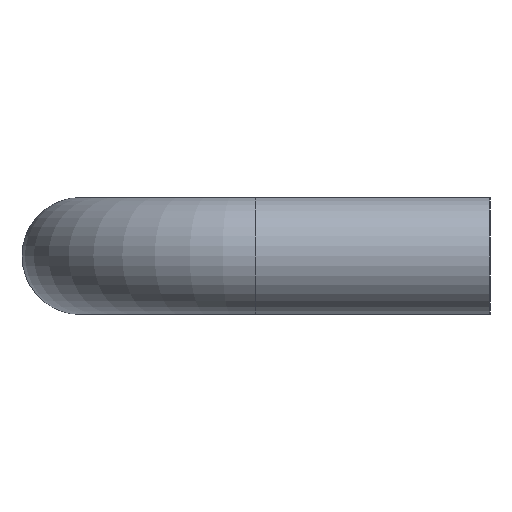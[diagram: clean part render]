
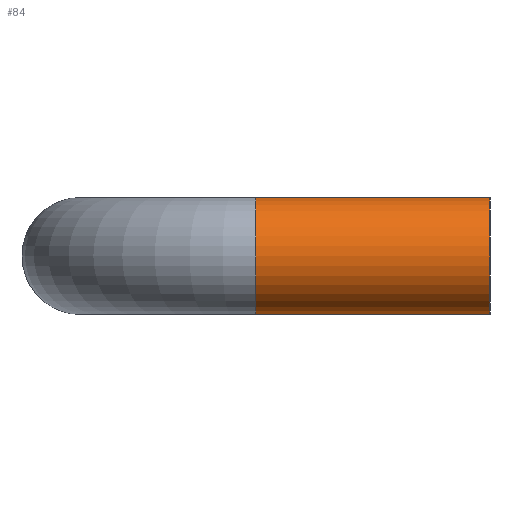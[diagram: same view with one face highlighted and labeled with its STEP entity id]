
A CAD part, left-side view. The second image highlights one B-rep face of the part: STEP entity #84.
In plain terms, the highlighted cylindrical face has radius 5 mm (diameter 10 mm), a full revolution.
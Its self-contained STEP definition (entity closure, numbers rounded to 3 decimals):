
#84=ADVANCED_FACE('',(#115,#116),#117,.T.);
#115=FACE_OUTER_BOUND('',#152,.T.);
#116=FACE_OUTER_BOUND('',#153,.T.);
#117=CYLINDRICAL_SURFACE('',#154,5.0);
#152=EDGE_LOOP('',(#207));
#153=EDGE_LOOP('',(#208));
#154=AXIS2_PLACEMENT_3D('',#209,#210,#211);
#207=ORIENTED_EDGE('',*,*,#235,.T.);
#208=ORIENTED_EDGE('',*,*,#236,.F.);
#209=CARTESIAN_POINT('',(-50.0,20.0,0.0));
#210=DIRECTION('',(0.,-1.0,0.0));
#211=DIRECTION('',(1.0,0.,0.0));
#235=EDGE_CURVE('',#256,#256,#257,.T.);
#236=EDGE_CURVE('',#258,#258,#259,.T.);
#256=VERTEX_POINT('',#346);
#257=CIRCLE('',#347,5.0);
#258=VERTEX_POINT('',#348);
#259=CIRCLE('',#349,5.0);
#346=CARTESIAN_POINT('',(-45.0,20.0,0.0));
#347=AXIS2_PLACEMENT_3D('',#373,#374,#375);
#348=CARTESIAN_POINT('',(-45.0,0.,0.0));
#349=AXIS2_PLACEMENT_3D('',#376,#377,#378);
#373=CARTESIAN_POINT('',(-50.0,20.0,0.0));
#374=DIRECTION('',(0.0,-1.0,0.0));
#375=DIRECTION('',(1.0,0.0,0.0));
#376=CARTESIAN_POINT('',(-50.0,0.,0.0));
#377=DIRECTION('',(0.,-1.0,0.0));
#378=DIRECTION('',(1.0,0.,0.0));
